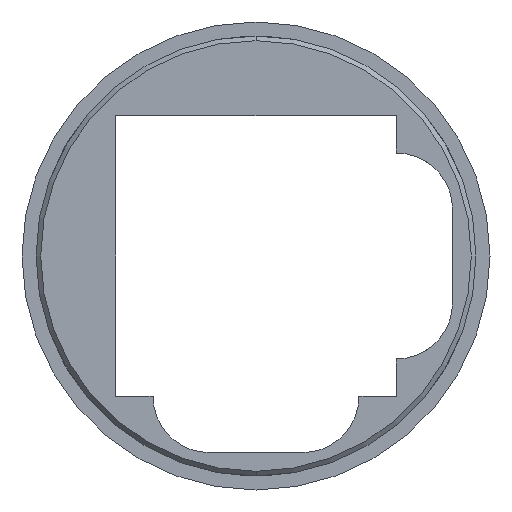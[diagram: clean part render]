
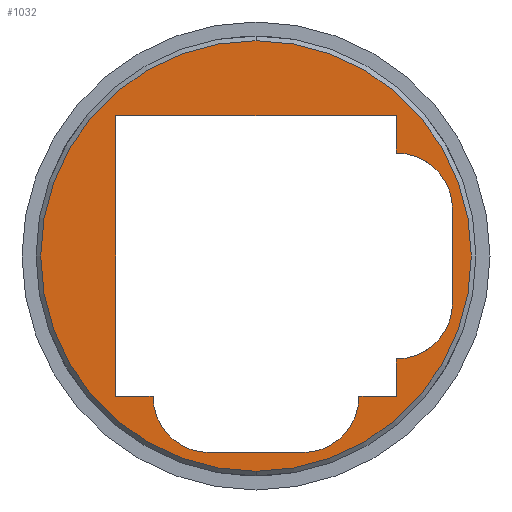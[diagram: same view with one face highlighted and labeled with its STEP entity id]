
A CAD part, front view. The second image highlights one B-rep face of the part: STEP entity #1032.
In plain terms, the highlighted planar face has unit normal (0, -1, 0).
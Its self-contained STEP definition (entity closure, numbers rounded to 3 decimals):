
#48 = CARTESIAN_POINT ( 'NONE',  ( 42., 0., -10. ) ) ;
#52 = CARTESIAN_POINT ( 'NONE',  ( 0., 0., -46. ) ) ;
#96 = VECTOR ( 'NONE', #932, 1000. ) ;
#128 = DIRECTION ( 'NONE',  ( 0., 0., -1. ) ) ;
#134 = CIRCLE ( 'NONE', #2042, 46. ) ;
#135 = EDGE_CURVE ( 'NONE', #1506, #715, #412, .T. ) ;
#213 = CIRCLE ( 'NONE', #467, 12. ) ;
#363 = EDGE_CURVE ( 'NONE', #974, #702, #1365, .T. ) ;
#412 = LINE ( 'NONE', #1659, #1611 ) ;
#414 = LINE ( 'NONE', #652, #1288 ) ;
#418 = FACE_OUTER_BOUND ( 'NONE', #691, .T. ) ;
#422 = CARTESIAN_POINT ( 'NONE',  ( 42., 0., -10. ) ) ;
#433 = ORIENTED_EDGE ( 'NONE', *, *, #1770, .T. ) ;
#448 = VECTOR ( 'NONE', #1680, 1000. ) ;
#461 = CARTESIAN_POINT ( 'NONE',  ( 30., 0., 10. ) ) ;
#467 = AXIS2_PLACEMENT_3D ( 'NONE', #526, #1315, #1614 ) ;
#478 = VERTEX_POINT ( 'NONE', #1138 ) ;
#489 = DIRECTION ( 'NONE',  ( 1., 0., 0. ) ) ;
#498 = AXIS2_PLACEMENT_3D ( 'NONE', #1155, #1606, #969 ) ;
#515 = CARTESIAN_POINT ( 'NONE',  ( -30., 0., 30. ) ) ;
#526 = CARTESIAN_POINT ( 'NONE',  ( 30., 0., -10. ) ) ;
#539 = CARTESIAN_POINT ( 'NONE',  ( 30., 0., -22. ) ) ;
#567 = DIRECTION ( 'NONE',  ( 0., 0., -1. ) ) ;
#577 = DIRECTION ( 'NONE',  ( 0., 0., 1. ) ) ;
#601 = DIRECTION ( 'NONE',  ( 0., 1., 0. ) ) ;
#617 = VERTEX_POINT ( 'NONE', #48 ) ;
#622 = DIRECTION ( 'NONE',  ( 0., 1., 0. ) ) ;
#652 = CARTESIAN_POINT ( 'NONE',  ( -10., 0., -42. ) ) ;
#691 = EDGE_LOOP ( 'NONE', ( #939, #1621 ) ) ;
#702 = VERTEX_POINT ( 'NONE', #1199 ) ;
#714 = CIRCLE ( 'NONE', #498, 46. ) ;
#715 = VERTEX_POINT ( 'NONE', #1834 ) ;
#720 = CARTESIAN_POINT ( 'NONE',  ( 30., 0., 30. ) ) ;
#745 = VECTOR ( 'NONE', #489, 1000. ) ;
#756 = EDGE_LOOP ( 'NONE', ( #1302, #1352, #2037, #794, #433, #982, #967, #905, #1576, #826, #1438, #1578 ) ) ;
#760 = CARTESIAN_POINT ( 'NONE',  ( -10., 0., -30. ) ) ;
#761 = DIRECTION ( 'NONE',  ( 0., 0., 1. ) ) ;
#765 = CARTESIAN_POINT ( 'NONE',  ( 30., 0., 30. ) ) ;
#766 = DIRECTION ( 'NONE',  ( 0., 0., 1. ) ) ;
#774 = VERTEX_POINT ( 'NONE', #720 ) ;
#780 = VERTEX_POINT ( 'NONE', #876 ) ;
#794 = ORIENTED_EDGE ( 'NONE', *, *, #802, .T. ) ;
#802 = EDGE_CURVE ( 'NONE', #702, #478, #1696, .T. ) ;
#817 = CARTESIAN_POINT ( 'NONE',  ( 0., 0., 0. ) ) ;
#826 = ORIENTED_EDGE ( 'NONE', *, *, #2023, .T. ) ;
#836 = CARTESIAN_POINT ( 'NONE',  ( 30., 0., 30. ) ) ;
#851 = DIRECTION ( 'NONE',  ( -1., 0., 0. ) ) ;
#857 = EDGE_CURVE ( 'NONE', #617, #974, #213, .T. ) ;
#859 = AXIS2_PLACEMENT_3D ( 'NONE', #461, #601, #1425 ) ;
#862 = CARTESIAN_POINT ( 'NONE',  ( 30., 0., 22. ) ) ;
#870 = CIRCLE ( 'NONE', #859, 12. ) ;
#876 = CARTESIAN_POINT ( 'NONE',  ( 42., 0., 10. ) ) ;
#905 = ORIENTED_EDGE ( 'NONE', *, *, #135, .T. ) ;
#923 = VECTOR ( 'NONE', #996, 1000. ) ;
#932 = DIRECTION ( 'NONE',  ( -1., 0., 0. ) ) ;
#939 = ORIENTED_EDGE ( 'NONE', *, *, #1964, .T. ) ;
#960 = CARTESIAN_POINT ( 'NONE',  ( -30., 0., 30. ) ) ;
#967 = ORIENTED_EDGE ( 'NONE', *, *, #1231, .T. ) ;
#969 = DIRECTION ( 'NONE',  ( 0., 0., 1. ) ) ;
#974 = VERTEX_POINT ( 'NONE', #539 ) ;
#980 = DIRECTION ( 'NONE',  ( 0., 0., 1. ) ) ;
#982 = ORIENTED_EDGE ( 'NONE', *, *, #1967, .T. ) ;
#996 = DIRECTION ( 'NONE',  ( 0., 0., 1. ) ) ;
#1032 = ADVANCED_FACE ( 'NONE', ( #418, #1101 ), #1518, .F. ) ;
#1073 = CARTESIAN_POINT ( 'NONE',  ( 0., 0., 0. ) ) ;
#1101 = FACE_BOUND ( 'NONE', #756, .T. ) ;
#1135 = EDGE_CURVE ( 'NONE', #780, #617, #1737, .T. ) ;
#1138 = CARTESIAN_POINT ( 'NONE',  ( 22., 0., -30. ) ) ;
#1139 = CARTESIAN_POINT ( 'NONE',  ( 10., 0., -42. ) ) ;
#1155 = CARTESIAN_POINT ( 'NONE',  ( 0., 0., 0. ) ) ;
#1165 = EDGE_CURVE ( 'NONE', #1869, #780, #870, .T. ) ;
#1171 = LINE ( 'NONE', #515, #745 ) ;
#1183 = AXIS2_PLACEMENT_3D ( 'NONE', #1073, #1706, #577 ) ;
#1192 = LINE ( 'NONE', #1779, #923 ) ;
#1195 = CIRCLE ( 'NONE', #1916, 12. ) ;
#1199 = CARTESIAN_POINT ( 'NONE',  ( 30., 0., -30. ) ) ;
#1231 = EDGE_CURVE ( 'NONE', #1497, #1506, #1195, .T. ) ;
#1288 = VECTOR ( 'NONE', #1765, 1000. ) ;
#1302 = ORIENTED_EDGE ( 'NONE', *, *, #1135, .T. ) ;
#1314 = LINE ( 'NONE', #836, #448 ) ;
#1315 = DIRECTION ( 'NONE',  ( 0., 1., 0. ) ) ;
#1341 = CARTESIAN_POINT ( 'NONE',  ( -10., 0., -42. ) ) ;
#1352 = ORIENTED_EDGE ( 'NONE', *, *, #857, .T. ) ;
#1365 = LINE ( 'NONE', #765, #1583 ) ;
#1369 = CARTESIAN_POINT ( 'NONE',  ( 0., 0., 46. ) ) ;
#1425 = DIRECTION ( 'NONE',  ( -1., 0., 0. ) ) ;
#1431 = EDGE_CURVE ( 'NONE', #774, #1869, #1314, .T. ) ;
#1438 = ORIENTED_EDGE ( 'NONE', *, *, #1431, .T. ) ;
#1497 = VERTEX_POINT ( 'NONE', #1341 ) ;
#1506 = VERTEX_POINT ( 'NONE', #1698 ) ;
#1514 = CARTESIAN_POINT ( 'NONE',  ( -30., 0., -30. ) ) ;
#1518 = PLANE ( 'NONE',  #1183 ) ;
#1544 = CARTESIAN_POINT ( 'NONE',  ( 10., 0., -30. ) ) ;
#1548 = VECTOR ( 'NONE', #567, 1000. ) ;
#1568 = VERTEX_POINT ( 'NONE', #1139 ) ;
#1576 = ORIENTED_EDGE ( 'NONE', *, *, #1660, .T. ) ;
#1578 = ORIENTED_EDGE ( 'NONE', *, *, #1165, .T. ) ;
#1583 = VECTOR ( 'NONE', #128, 1000. ) ;
#1606 = DIRECTION ( 'NONE',  ( 0., -1., 0. ) ) ;
#1611 = VECTOR ( 'NONE', #851, 1000. ) ;
#1614 = DIRECTION ( 'NONE',  ( -1., 0., 0. ) ) ;
#1621 = ORIENTED_EDGE ( 'NONE', *, *, #1627, .T. ) ;
#1627 = EDGE_CURVE ( 'NONE', #1885, #1792, #134, .T. ) ;
#1659 = CARTESIAN_POINT ( 'NONE',  ( -30., 0., -30. ) ) ;
#1660 = EDGE_CURVE ( 'NONE', #715, #1955, #1192, .T. ) ;
#1676 = AXIS2_PLACEMENT_3D ( 'NONE', #1544, #1992, #761 ) ;
#1680 = DIRECTION ( 'NONE',  ( 0., 0., -1. ) ) ;
#1696 = LINE ( 'NONE', #1514, #96 ) ;
#1698 = CARTESIAN_POINT ( 'NONE',  ( -22., 0., -30. ) ) ;
#1706 = DIRECTION ( 'NONE',  ( 0., 1., 0. ) ) ;
#1714 = CIRCLE ( 'NONE', #1676, 12. ) ;
#1737 = LINE ( 'NONE', #422, #1548 ) ;
#1765 = DIRECTION ( 'NONE',  ( -1., 0., 0. ) ) ;
#1770 = EDGE_CURVE ( 'NONE', #478, #1568, #1714, .T. ) ;
#1779 = CARTESIAN_POINT ( 'NONE',  ( -30., 0., 30. ) ) ;
#1792 = VERTEX_POINT ( 'NONE', #1369 ) ;
#1834 = CARTESIAN_POINT ( 'NONE',  ( -30., 0., -30. ) ) ;
#1869 = VERTEX_POINT ( 'NONE', #862 ) ;
#1885 = VERTEX_POINT ( 'NONE', #52 ) ;
#1912 = DIRECTION ( 'NONE',  ( 0., -1., 0. ) ) ;
#1916 = AXIS2_PLACEMENT_3D ( 'NONE', #760, #622, #766 ) ;
#1955 = VERTEX_POINT ( 'NONE', #960 ) ;
#1964 = EDGE_CURVE ( 'NONE', #1792, #1885, #714, .T. ) ;
#1967 = EDGE_CURVE ( 'NONE', #1568, #1497, #414, .T. ) ;
#1992 = DIRECTION ( 'NONE',  ( 0., 1., 0. ) ) ;
#2023 = EDGE_CURVE ( 'NONE', #1955, #774, #1171, .T. ) ;
#2037 = ORIENTED_EDGE ( 'NONE', *, *, #363, .T. ) ;
#2042 = AXIS2_PLACEMENT_3D ( 'NONE', #817, #1912, #980 ) ;
